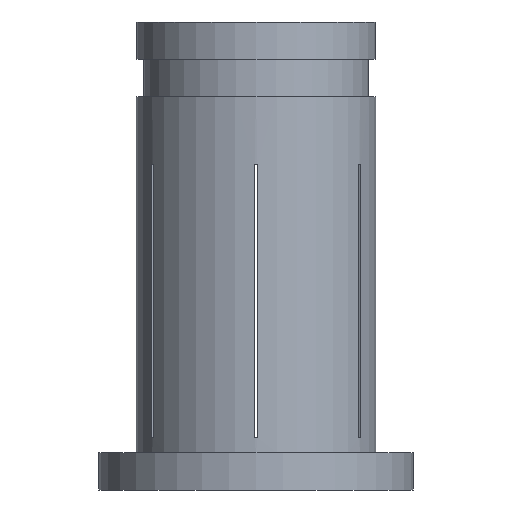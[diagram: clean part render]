
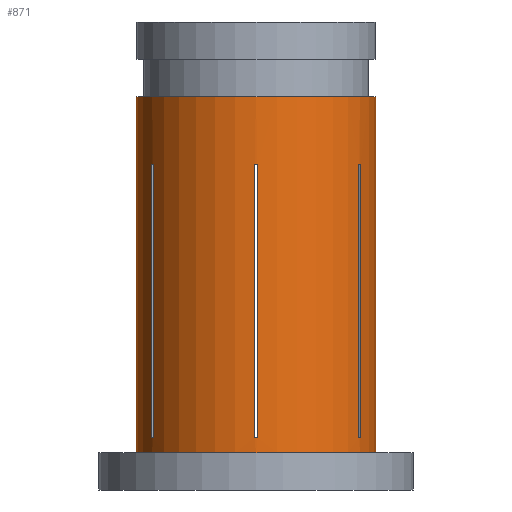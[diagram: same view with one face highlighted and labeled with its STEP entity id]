
A CAD part, front view. The second image highlights one B-rep face of the part: STEP entity #871.
In plain terms, the highlighted cylindrical face has radius 16 mm (diameter 32 mm), a partial arc.
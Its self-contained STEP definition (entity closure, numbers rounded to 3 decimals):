
#20 = LINE ( 'NONE', #2023, #1416 ) ;
#46 = CARTESIAN_POINT ( 'NONE',  ( 0., 0., -19. ) ) ;
#50 = VERTEX_POINT ( 'NONE', #1214 ) ;
#105 = DIRECTION ( 'NONE',  ( 0., 0., -1. ) ) ;
#116 = CARTESIAN_POINT ( 'NONE',  ( -0.2, -15.999, -55.5 ) ) ;
#133 = VERTEX_POINT ( 'NONE', #1192 ) ;
#140 = CIRCLE ( 'NONE', #1828, 16. ) ;
#174 = VERTEX_POINT ( 'NONE', #310 ) ;
#195 = CARTESIAN_POINT ( 'NONE',  ( -13.955, -7.826, -55.5 ) ) ;
#217 = DIRECTION ( 'NONE',  ( 0., 0., -1. ) ) ;
#227 = CARTESIAN_POINT ( 'NONE',  ( -13.955, -7.826, 0. ) ) ;
#283 = EDGE_CURVE ( 'NONE', #920, #1497, #1598, .T. ) ;
#284 = VERTEX_POINT ( 'NONE', #792 ) ;
#310 = CARTESIAN_POINT ( 'NONE',  ( -13.755, -8.173, -19. ) ) ;
#338 = VERTEX_POINT ( 'NONE', #1918 ) ;
#343 = CIRCLE ( 'NONE', #1886, 16. ) ;
#358 = DIRECTION ( 'NONE',  ( 1., 0., 0. ) ) ;
#360 = CARTESIAN_POINT ( 'NONE',  ( -13.755, -8.173, 0. ) ) ;
#368 = CIRCLE ( 'NONE', #844, 16. ) ;
#390 = CIRCLE ( 'NONE', #779, 16. ) ;
#397 = DIRECTION ( 'NONE',  ( 0., 0., -1. ) ) ;
#415 = EDGE_CURVE ( 'NONE', #174, #1900, #1298, .T. ) ;
#437 = CARTESIAN_POINT ( 'NONE',  ( 0., 0., -55.5 ) ) ;
#440 = EDGE_CURVE ( 'NONE', #338, #750, #623, .T. ) ;
#442 = DIRECTION ( 'NONE',  ( 0., 0., -1. ) ) ;
#484 = ORIENTED_EDGE ( 'NONE', *, *, #1899, .T. ) ;
#493 = CARTESIAN_POINT ( 'NONE',  ( 16., 0., -10. ) ) ;
#514 = CIRCLE ( 'NONE', #717, 16. ) ;
#547 = CARTESIAN_POINT ( 'NONE',  ( 0., 0., -10. ) ) ;
#556 = DIRECTION ( 'NONE',  ( 1., 0., 0. ) ) ;
#579 = DIRECTION ( 'NONE',  ( 0., 0., -1. ) ) ;
#584 = CARTESIAN_POINT ( 'NONE',  ( -13.755, -8.173, -55.5 ) ) ;
#601 = CARTESIAN_POINT ( 'NONE',  ( 0., 0., -55.5 ) ) ;
#604 = DIRECTION ( 'NONE',  ( 1., 0., 0. ) ) ;
#614 = CIRCLE ( 'NONE', #1813, 16. ) ;
#616 = FACE_OUTER_BOUND ( 'NONE', #1447, .T. ) ;
#623 = CIRCLE ( 'NONE', #1094, 16. ) ;
#628 = ORIENTED_EDGE ( 'NONE', *, *, #2047, .F. ) ;
#654 = ORIENTED_EDGE ( 'NONE', *, *, #1717, .F. ) ;
#717 = AXIS2_PLACEMENT_3D ( 'NONE', #437, #1068, #1238 ) ;
#725 = DIRECTION ( 'NONE',  ( 1., 0., 0. ) ) ;
#733 = DIRECTION ( 'NONE',  ( 0., 0., 1. ) ) ;
#737 = DIRECTION ( 'NONE',  ( -1., 0., 0. ) ) ;
#745 = ORIENTED_EDGE ( 'NONE', *, *, #1370, .T. ) ;
#750 = VERTEX_POINT ( 'NONE', #493 ) ;
#766 = CARTESIAN_POINT ( 'NONE',  ( 16., 0., 0. ) ) ;
#779 = AXIS2_PLACEMENT_3D ( 'NONE', #1228, #105, #737 ) ;
#792 = CARTESIAN_POINT ( 'NONE',  ( 13.755, -8.173, -19. ) ) ;
#794 = DIRECTION ( 'NONE',  ( 0., 0., -1. ) ) ;
#833 = EDGE_CURVE ( 'NONE', #1478, #1746, #514, .T. ) ;
#841 = EDGE_CURVE ( 'NONE', #1900, #1198, #390, .T. ) ;
#844 = AXIS2_PLACEMENT_3D ( 'NONE', #1989, #733, #556 ) ;
#845 = LINE ( 'NONE', #1421, #1461 ) ;
#849 = EDGE_LOOP ( 'NONE', ( #1030, #1574, #2026, #1251 ) ) ;
#854 = DIRECTION ( 'NONE',  ( 0., 0., 1. ) ) ;
#871 = ADVANCED_FACE ( 'NONE', ( #616, #1934, #1038, #1821 ), #1264, .T. ) ;
#915 = CARTESIAN_POINT ( 'NONE',  ( 13.955, -7.826, -55.5 ) ) ;
#920 = VERTEX_POINT ( 'NONE', #2017 ) ;
#949 = ORIENTED_EDGE ( 'NONE', *, *, #440, .F. ) ;
#961 = VERTEX_POINT ( 'NONE', #1108 ) ;
#974 = DIRECTION ( 'NONE',  ( 0., 0., -1. ) ) ;
#984 = EDGE_CURVE ( 'NONE', #1171, #750, #1509, .T. ) ;
#998 = EDGE_CURVE ( 'NONE', #50, #133, #845, .T. ) ;
#1027 = DIRECTION ( 'NONE',  ( 1., 0., 0. ) ) ;
#1030 = ORIENTED_EDGE ( 'NONE', *, *, #1215, .T. ) ;
#1038 = FACE_BOUND ( 'NONE', #1874, .T. ) ;
#1062 = DIRECTION ( 'NONE',  ( 0., 0., 1. ) ) ;
#1068 = DIRECTION ( 'NONE',  ( 0., 0., -1. ) ) ;
#1092 = DIRECTION ( 'NONE',  ( 0., 0., 1. ) ) ;
#1094 = AXIS2_PLACEMENT_3D ( 'NONE', #547, #1242, #725 ) ;
#1095 = CARTESIAN_POINT ( 'NONE',  ( -16., 0., -57.5 ) ) ;
#1108 = CARTESIAN_POINT ( 'NONE',  ( 13.955, -7.826, -19. ) ) ;
#1110 = VECTOR ( 'NONE', #397, 1000. ) ;
#1171 = VERTEX_POINT ( 'NONE', #1617 ) ;
#1185 = VECTOR ( 'NONE', #442, 1000. ) ;
#1192 = CARTESIAN_POINT ( 'NONE',  ( 0.2, -15.999, -55.5 ) ) ;
#1198 = VERTEX_POINT ( 'NONE', #195 ) ;
#1214 = CARTESIAN_POINT ( 'NONE',  ( 0.2, -15.999, -19. ) ) ;
#1215 = EDGE_CURVE ( 'NONE', #284, #961, #140, .T. ) ;
#1228 = CARTESIAN_POINT ( 'NONE',  ( 0., 0., -55.5 ) ) ;
#1235 = LINE ( 'NONE', #1845, #1481 ) ;
#1238 = DIRECTION ( 'NONE',  ( -1., 0., 0. ) ) ;
#1239 = CIRCLE ( 'NONE', #1579, 16. ) ;
#1242 = DIRECTION ( 'NONE',  ( 0., 0., 1. ) ) ;
#1245 = CARTESIAN_POINT ( 'NONE',  ( 0., 0., 0. ) ) ;
#1251 = ORIENTED_EDGE ( 'NONE', *, *, #1454, .F. ) ;
#1264 = CYLINDRICAL_SURFACE ( 'NONE', #1881, 16. ) ;
#1275 = ORIENTED_EDGE ( 'NONE', *, *, #415, .T. ) ;
#1276 = ORIENTED_EDGE ( 'NONE', *, *, #984, .T. ) ;
#1298 = LINE ( 'NONE', #360, #1669 ) ;
#1307 = DIRECTION ( 'NONE',  ( 0., 0., 1. ) ) ;
#1340 = ORIENTED_EDGE ( 'NONE', *, *, #2013, .T. ) ;
#1370 = EDGE_CURVE ( 'NONE', #1492, #1171, #368, .T. ) ;
#1416 = VECTOR ( 'NONE', #1711, 1000. ) ;
#1421 = CARTESIAN_POINT ( 'NONE',  ( 0.2, -15.999, 0. ) ) ;
#1422 = CARTESIAN_POINT ( 'NONE',  ( 0., 0., -19. ) ) ;
#1447 = EDGE_LOOP ( 'NONE', ( #628, #745, #1276, #949 ) ) ;
#1454 = EDGE_CURVE ( 'NONE', #284, #1746, #20, .T. ) ;
#1461 = VECTOR ( 'NONE', #794, 1000. ) ;
#1478 = VERTEX_POINT ( 'NONE', #915 ) ;
#1481 = VECTOR ( 'NONE', #1766, 1000. ) ;
#1483 = ORIENTED_EDGE ( 'NONE', *, *, #283, .F. ) ;
#1488 = EDGE_CURVE ( 'NONE', #961, #1478, #1822, .T. ) ;
#1492 = VERTEX_POINT ( 'NONE', #1095 ) ;
#1494 = CARTESIAN_POINT ( 'NONE',  ( -13.955, -7.826, -19. ) ) ;
#1497 = VERTEX_POINT ( 'NONE', #116 ) ;
#1509 = LINE ( 'NONE', #766, #1511 ) ;
#1511 = VECTOR ( 'NONE', #1092, 1000. ) ;
#1535 = DIRECTION ( 'NONE',  ( -1., 0., 0. ) ) ;
#1574 = ORIENTED_EDGE ( 'NONE', *, *, #1488, .T. ) ;
#1575 = DIRECTION ( 'NONE',  ( 0., 0., 1. ) ) ;
#1579 = AXIS2_PLACEMENT_3D ( 'NONE', #1422, #1575, #604 ) ;
#1598 = LINE ( 'NONE', #1771, #2016 ) ;
#1609 = ORIENTED_EDGE ( 'NONE', *, *, #1691, .T. ) ;
#1617 = CARTESIAN_POINT ( 'NONE',  ( 16., 0., -57.5 ) ) ;
#1669 = VECTOR ( 'NONE', #217, 1000. ) ;
#1676 = EDGE_LOOP ( 'NONE', ( #1483, #484, #1925, #1340 ) ) ;
#1691 = EDGE_CURVE ( 'NONE', #1727, #174, #614, .T. ) ;
#1711 = DIRECTION ( 'NONE',  ( 0., 0., -1. ) ) ;
#1717 = EDGE_CURVE ( 'NONE', #1727, #1198, #1776, .T. ) ;
#1727 = VERTEX_POINT ( 'NONE', #1494 ) ;
#1746 = VERTEX_POINT ( 'NONE', #1983 ) ;
#1766 = DIRECTION ( 'NONE',  ( 0., 0., 1. ) ) ;
#1771 = CARTESIAN_POINT ( 'NONE',  ( -0.2, -15.999, 0. ) ) ;
#1776 = LINE ( 'NONE', #227, #1110 ) ;
#1813 = AXIS2_PLACEMENT_3D ( 'NONE', #46, #1307, #358 ) ;
#1821 = FACE_BOUND ( 'NONE', #1676, .T. ) ;
#1822 = LINE ( 'NONE', #2040, #1185 ) ;
#1828 = AXIS2_PLACEMENT_3D ( 'NONE', #1964, #854, #1027 ) ;
#1845 = CARTESIAN_POINT ( 'NONE',  ( -16., 0., 0. ) ) ;
#1858 = DIRECTION ( 'NONE',  ( 1., 0., 0. ) ) ;
#1874 = EDGE_LOOP ( 'NONE', ( #654, #1609, #1275, #1915 ) ) ;
#1881 = AXIS2_PLACEMENT_3D ( 'NONE', #1245, #1062, #1858 ) ;
#1886 = AXIS2_PLACEMENT_3D ( 'NONE', #601, #579, #1535 ) ;
#1899 = EDGE_CURVE ( 'NONE', #920, #50, #1239, .T. ) ;
#1900 = VERTEX_POINT ( 'NONE', #584 ) ;
#1915 = ORIENTED_EDGE ( 'NONE', *, *, #841, .T. ) ;
#1918 = CARTESIAN_POINT ( 'NONE',  ( -16., 0., -10. ) ) ;
#1925 = ORIENTED_EDGE ( 'NONE', *, *, #998, .T. ) ;
#1934 = FACE_BOUND ( 'NONE', #849, .T. ) ;
#1964 = CARTESIAN_POINT ( 'NONE',  ( 0., 0., -19. ) ) ;
#1983 = CARTESIAN_POINT ( 'NONE',  ( 13.755, -8.173, -55.5 ) ) ;
#1989 = CARTESIAN_POINT ( 'NONE',  ( 0., 0., -57.5 ) ) ;
#2013 = EDGE_CURVE ( 'NONE', #133, #1497, #343, .T. ) ;
#2016 = VECTOR ( 'NONE', #974, 1000. ) ;
#2017 = CARTESIAN_POINT ( 'NONE',  ( -0.2, -15.999, -19. ) ) ;
#2023 = CARTESIAN_POINT ( 'NONE',  ( 13.755, -8.173, 0. ) ) ;
#2026 = ORIENTED_EDGE ( 'NONE', *, *, #833, .T. ) ;
#2040 = CARTESIAN_POINT ( 'NONE',  ( 13.955, -7.826, 0. ) ) ;
#2047 = EDGE_CURVE ( 'NONE', #1492, #338, #1235, .T. ) ;
